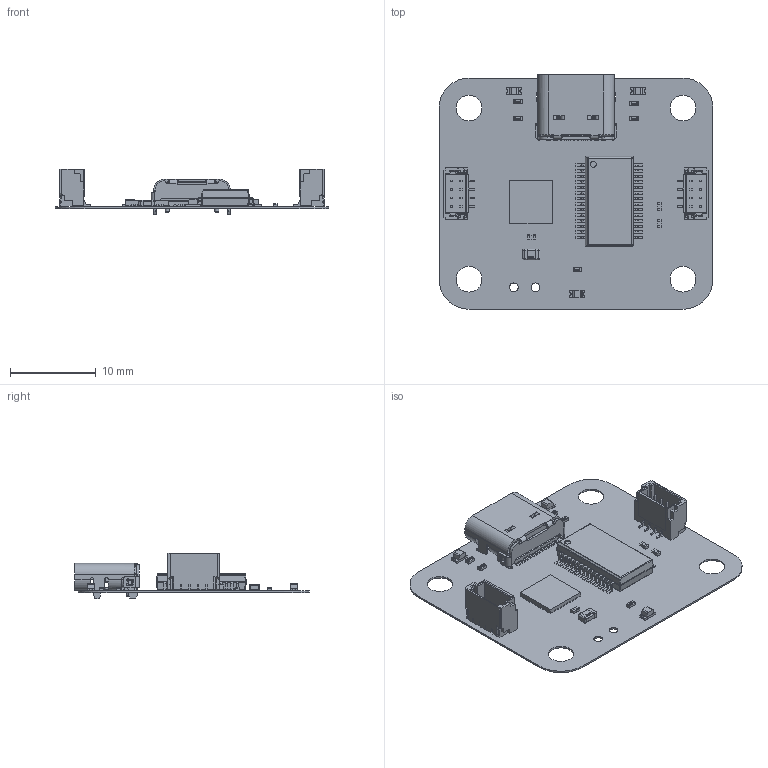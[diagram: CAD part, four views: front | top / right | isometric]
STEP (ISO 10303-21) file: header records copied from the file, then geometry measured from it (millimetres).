
FILE_DESCRIPTION(('Open CASCADE Model'),'2;1');
FILE_NAME('Open CASCADE Shape Model','2025-05-20T07:09:51',('Author'),( 'Open CASCADE'),'Open CASCADE STEP processor 7.5','Open CASCADE 7.5' ,'Unknown');
FILE_SCHEMA(('AUTOMOTIVE_DESIGN { 1 0 10303 214 1 1 1 1 }'));
Length unit declared in the file: millimetre
Products named in the file (53): PCB; Board; Open CASCADE STEP translator 7.5 8.1.1; STAT1; 0603 LED Green; Solid1; Solid4; X2; USB4105-15-A; NONE; ÇÐ³ý-À­Éì2; R8; User Library-R SMD 0402; User Library-R SMD 0402_0402 BODY; User Library-R SMD 0402_0402 PAD; User Library-R SMD 0402_0402 OPIS; R7; R6; R5; IC1; 6445694208; Open CASCADE STEP translator 6.8 6.1; Body; Open CASCADE STEP translator 6.8 6.2.1; Leader; D2; D1; 0603 LED Red; Pad; Pad005; Pad001; Pad004; Pad003; Lens; C4; C0402; C3; U; DUELink-U-Connector-BM04B-SRSS-TB; D ...
Assembly tree (87 placements, depth 5):
  PCB
    Board
      Open CASCADE STEP translator 7.5 8.1.1
    STAT1
      0603 LED Green
        Solid1
        Solid4
        Solid1
        Solid1
        Solid4
        Solid1
        Solid1
        Solid1
    X2
      USB4105-15-A
        NONE
        ÇÐ³ý-À­Éì2
    R8
      User Library-R SMD 0402
        User Library-R SMD 0402_0402 BODY
        User Library-R SMD 0402_0402 PAD  x2
        User Library-R SMD 0402_0402 OPIS
    R7
      User Library-R SMD 0402
        User Library-R SMD 0402_0402 BODY
        User Library-R SMD 0402_0402 PAD  x2
        User Library-R SMD 0402_0402 OPIS
    R6
      User Library-R SMD 0402
        User Library-R SMD 0402_0402 BODY
        User Library-R SMD 0402_0402 PAD  x2
        User Library-R SMD 0402_0402 OPIS
    R5
      User Library-R SMD 0402
        User Library-R SMD 0402_0402 BODY
        User Library-R SMD 0402_0402 PAD  x2
        User Library-R SMD 0402_0402 OPIS
    IC1
      6445694208
        Open CASCADE STEP translator 6.8 6.1
        Body
          Open CASCADE STEP translator 6.8 6.2.1
        Leader  x28
    D2
      0603 LED Green
        Solid1
        Solid4
        Solid1
        Solid1
        Solid4
        Solid1
        Solid1
        Solid1
    D1
      0603 LED Red
        Pad
        Pad005
        Pad001
        Pad004
        Pad003
Bounding box: 32 x 27.38 x 5.38 mm (x, y, z)
Volume: 501.5 mm3; surface area: 3192.7 mm2
Topology: 144 solids, 157 shells, 4579 faces, 13208 edges, 10369 vertices
Faces by surface type: plane 3258, cylinder 994, bspline 255, cone 30, revolution 24, sphere 18
Full cylindrical faces by diameter (mm): 0.5 x2, 0.65 x2, 0.7 x1, 1.016 x2, 3 x4
Entity records: 142076 total; most frequent: CARTESIAN_POINT 29470, DIRECTION 18347, ORIENTED_EDGE 18315, EDGE_CURVE 9158, LINE 8405, VECTOR 8405, VERTEX_POINT 5953, AXIS2_PLACEMENT_3D 4967
